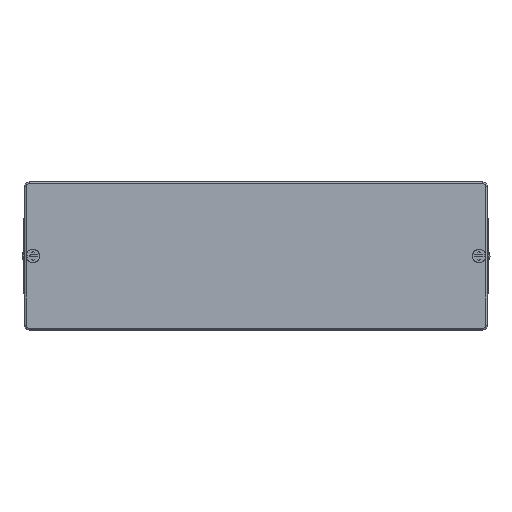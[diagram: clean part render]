
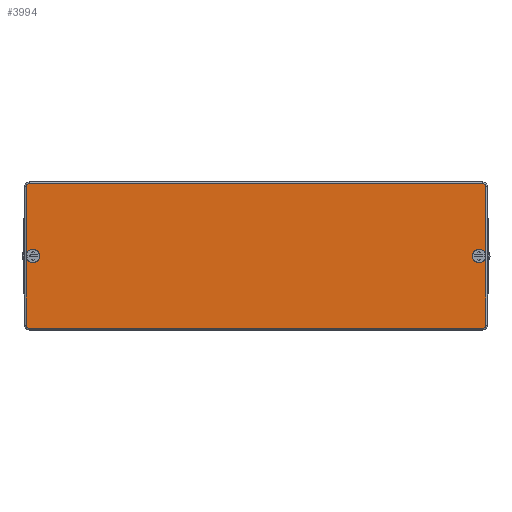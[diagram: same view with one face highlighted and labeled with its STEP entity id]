
A CAD part, top view. The second image highlights one B-rep face of the part: STEP entity #3994.
In plain terms, the highlighted planar face has unit normal (0, 0, 1).
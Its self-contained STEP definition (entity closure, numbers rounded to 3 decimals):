
#474=DIRECTION('',(0.,1.,0.));
#475=VECTOR('',#474,139.);
#476=CARTESIAN_POINT('',(-331.838,-144.,10.));
#477=LINE('',#476,#475);
#497=DIRECTION('',(1.,0.,0.));
#498=VECTOR('',#497,456.);
#499=CARTESIAN_POINT('',(-328.5,-1.662,10.));
#500=LINE('',#499,#498);
#520=DIRECTION('',(0.,-1.,0.));
#521=VECTOR('',#520,139.);
#522=CARTESIAN_POINT('',(130.838,-5.,10.));
#523=LINE('',#522,#521);
#543=DIRECTION('',(-1.,0.,0.));
#544=VECTOR('',#543,456.);
#545=CARTESIAN_POINT('',(127.5,-147.338,10.));
#546=LINE('',#545,#544);
#551=CARTESIAN_POINT('',(127.5,-144.,10.));
#552=DIRECTION('',(0.,0.,1.));
#553=DIRECTION('',(0.,-1.,0.));
#554=AXIS2_PLACEMENT_3D('',#551,#552,#553);
#556=CARTESIAN_POINT('',(-328.5,-144.,10.));
#557=DIRECTION('',(0.,0.,1.));
#558=DIRECTION('',(-1.,0.,0.));
#559=AXIS2_PLACEMENT_3D('',#556,#557,#558);
#561=CARTESIAN_POINT('',(-328.5,-5.,10.));
#562=DIRECTION('',(0.,0.,1.));
#563=DIRECTION('',(0.,1.,0.));
#564=AXIS2_PLACEMENT_3D('',#561,#562,#563);
#566=CARTESIAN_POINT('',(127.5,-5.,10.));
#567=DIRECTION('',(0.,0.,1.));
#568=DIRECTION('',(1.,0.,0.));
#569=AXIS2_PLACEMENT_3D('',#566,#567,#568);
#571=CARTESIAN_POINT('',(124.,-74.5,10.));
#572=DIRECTION('',(0.,0.,1.));
#573=DIRECTION('',(-0.479,0.878,0.));
#574=AXIS2_PLACEMENT_3D('',#571,#572,#573);
#576=CARTESIAN_POINT('',(124.,-74.5,10.));
#577=DIRECTION('',(0.,0.,-1.));
#578=DIRECTION('',(-0.479,0.878,0.));
#579=AXIS2_PLACEMENT_3D('',#576,#577,#578);
#581=CARTESIAN_POINT('',(-325.,-74.5,10.));
#582=DIRECTION('',(0.,0.,-1.));
#583=DIRECTION('',(0.479,0.878,0.));
#584=AXIS2_PLACEMENT_3D('',#581,#582,#583);
#586=CARTESIAN_POINT('',(-325.,-74.5,10.));
#587=DIRECTION('',(0.,0.,-1.));
#588=DIRECTION('',(-0.479,-0.878,0.));
#589=AXIS2_PLACEMENT_3D('',#586,#587,#588);
#2765=CARTESIAN_POINT('',(-328.265,-80.477,10.));
#2767=VERTEX_POINT('',#2765);
#2771=CARTESIAN_POINT('',(-321.735,-68.523,10.));
#2772=VERTEX_POINT('',#2771);
#2773=CARTESIAN_POINT('',(120.735,-68.523,10.));
#2774=CARTESIAN_POINT('',(127.265,-80.477,10.));
#2775=VERTEX_POINT('',#2773);
#2776=VERTEX_POINT('',#2774);
#2797=CARTESIAN_POINT('',(130.838,-5.,10.));
#2798=CARTESIAN_POINT('',(130.838,-144.,10.));
#2799=VERTEX_POINT('',#2797);
#2800=VERTEX_POINT('',#2798);
#2801=CARTESIAN_POINT('',(127.5,-1.662,10.));
#2802=VERTEX_POINT('',#2801);
#2803=CARTESIAN_POINT('',(-328.5,-1.662,10.));
#2804=VERTEX_POINT('',#2803);
#2805=CARTESIAN_POINT('',(-331.838,-5.,10.));
#2806=VERTEX_POINT('',#2805);
#2807=CARTESIAN_POINT('',(-331.838,-144.,10.));
#2808=VERTEX_POINT('',#2807);
#2809=CARTESIAN_POINT('',(-328.5,-147.338,10.));
#2810=VERTEX_POINT('',#2809);
#2811=CARTESIAN_POINT('',(127.5,-147.338,10.));
#2812=VERTEX_POINT('',#2811);
#3967=CARTESIAN_POINT('',(0.,-149.,10.));
#3968=DIRECTION('',(0.,0.,-1.));
#3969=DIRECTION('',(0.,1.,0.));
#3970=AXIS2_PLACEMENT_3D('',#3967,#3968,#3969);
#3971=PLANE('',#3970);
#3972=ORIENTED_EDGE('',*,*,#3930,.T.);
#3973=ORIENTED_EDGE('',*,*,#3945,.F.);
#3974=ORIENTED_EDGE('',*,*,#3959,.T.);
#3975=ORIENTED_EDGE('',*,*,#3856,.F.);
#3976=ORIENTED_EDGE('',*,*,#3871,.T.);
#3977=ORIENTED_EDGE('',*,*,#3885,.F.);
#3978=ORIENTED_EDGE('',*,*,#3900,.T.);
#3979=ORIENTED_EDGE('',*,*,#3915,.F.);
#3980=EDGE_LOOP('',(#3972,#3973,#3974,#3975,#3976,#3977,#3978,#3979));
#3981=FACE_OUTER_BOUND('',#3980,.F.);
#3983=ORIENTED_EDGE('',*,*,#3982,.T.);
#3985=ORIENTED_EDGE('',*,*,#3984,.F.);
#3986=EDGE_LOOP('',(#3983,#3985));
#3987=FACE_BOUND('',#3986,.F.);
#3989=ORIENTED_EDGE('',*,*,#3988,.F.);
#3991=ORIENTED_EDGE('',*,*,#3990,.F.);
#3992=EDGE_LOOP('',(#3989,#3991));
#3993=FACE_BOUND('',#3992,.F.);
#3994=ADVANCED_FACE('',(#3981,#3987,#3993),#3971,.F.);
#555=CIRCLE('',#554,3.338);
#560=CIRCLE('',#559,3.338);
#565=CIRCLE('',#564,3.338);
#570=CIRCLE('',#569,3.338);
#575=CIRCLE('',#574,6.811);
#580=CIRCLE('',#579,6.811);
#585=CIRCLE('',#584,6.811);
#590=CIRCLE('',#589,6.811);
#3856=EDGE_CURVE('',#2808,#2810,#560,.T.);
#3871=EDGE_CURVE('',#2808,#2806,#477,.T.);
#3885=EDGE_CURVE('',#2804,#2806,#565,.T.);
#3900=EDGE_CURVE('',#2804,#2802,#500,.T.);
#3915=EDGE_CURVE('',#2799,#2802,#570,.T.);
#3930=EDGE_CURVE('',#2799,#2800,#523,.T.);
#3945=EDGE_CURVE('',#2812,#2800,#555,.T.);
#3959=EDGE_CURVE('',#2812,#2810,#546,.T.);
#3982=EDGE_CURVE('',#2775,#2776,#575,.T.);
#3984=EDGE_CURVE('',#2775,#2776,#580,.T.);
#3988=EDGE_CURVE('',#2772,#2767,#585,.T.);
#3990=EDGE_CURVE('',#2767,#2772,#590,.T.);
